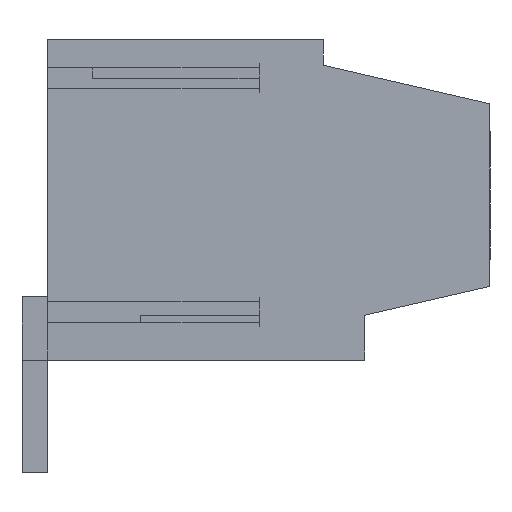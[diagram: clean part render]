
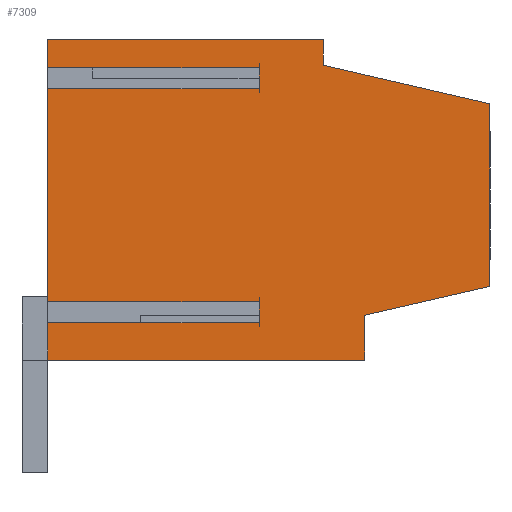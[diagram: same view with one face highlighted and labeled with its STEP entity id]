
A CAD part, left-side view. The second image highlights one B-rep face of the part: STEP entity #7309.
In plain terms, the highlighted planar face has unit normal (-1, 0, 0).
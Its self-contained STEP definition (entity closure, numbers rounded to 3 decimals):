
#7246=AXIS2_PLACEMENT_3D('Plane Axis2P3D',#7243,#7244,#7245) ;
#6304=CARTESIAN_POINT('Vertex',(0.,13.8,3.5)) ;
#6307=CARTESIAN_POINT('Line Origine',(0.,13.8,4.088)) ;
#6311=CARTESIAN_POINT('Vertex',(0.,13.8,4.675)) ;
#6332=CARTESIAN_POINT('Vertex',(0.,13.8,5.325)) ;
#6335=CARTESIAN_POINT('Line Origine',(0.,13.8,8.65)) ;
#6339=CARTESIAN_POINT('Vertex',(0.,13.8,11.975)) ;
#6360=CARTESIAN_POINT('Vertex',(0.,13.8,12.625)) ;
#6363=CARTESIAN_POINT('Line Origine',(0.,13.8,13.062)) ;
#6367=CARTESIAN_POINT('Vertex',(0.,13.8,13.5)) ;
#6796=CARTESIAN_POINT('Line Origine',(0.,9.5,13.5)) ;
#6800=CARTESIAN_POINT('Vertex',(0.,5.2,13.5)) ;
#6889=CARTESIAN_POINT('Line Origine',(0.,5.2,13.1)) ;
#6893=CARTESIAN_POINT('Vertex',(0.,5.2,12.7)) ;
#6914=CARTESIAN_POINT('Line Origine',(0.,2.6,12.1)) ;
#6918=CARTESIAN_POINT('Vertex',(0.,0.,11.499)) ;
#6939=CARTESIAN_POINT('Line Origine',(0.,0.,8.65)) ;
#6943=CARTESIAN_POINT('Vertex',(0.,0.,5.8)) ;
#7000=CARTESIAN_POINT('Line Origine',(0.,1.95,5.35)) ;
#7004=CARTESIAN_POINT('Vertex',(0.,3.9,4.9)) ;
#7135=CARTESIAN_POINT('Vertex',(0.,3.9,3.5)) ;
#7138=CARTESIAN_POINT('Line Origine',(0.,8.85,3.5)) ;
#7243=CARTESIAN_POINT('Axis2P3D Location',(0.,14.6,0.)) ;
#7248=CARTESIAN_POINT('Line Origine',(0.,10.5,5.325)) ;
#7252=CARTESIAN_POINT('Vertex',(0.,7.2,5.325)) ;
#7255=CARTESIAN_POINT('Line Origine',(0.,7.2,5.)) ;
#7259=CARTESIAN_POINT('Vertex',(0.,7.2,4.675)) ;
#7262=CARTESIAN_POINT('Line Origine',(0.,10.5,4.675)) ;
#7267=CARTESIAN_POINT('Line Origine',(0.,3.9,4.2)) ;
#7272=CARTESIAN_POINT('Line Origine',(0.,10.5,12.625)) ;
#7276=CARTESIAN_POINT('Vertex',(0.,7.2,12.625)) ;
#7279=CARTESIAN_POINT('Line Origine',(0.,7.2,12.3)) ;
#7283=CARTESIAN_POINT('Vertex',(0.,7.2,11.975)) ;
#7286=CARTESIAN_POINT('Line Origine',(0.,10.5,11.975)) ;
#6308=DIRECTION('Vector Direction',(0.,0.,-1.)) ;
#6336=DIRECTION('Vector Direction',(0.,0.,-1.)) ;
#6364=DIRECTION('Vector Direction',(0.,0.,-1.)) ;
#6797=DIRECTION('Vector Direction',(0.,1.,0.)) ;
#6890=DIRECTION('Vector Direction',(0.,0.,1.)) ;
#6915=DIRECTION('Vector Direction',(0.,0.974,0.225)) ;
#6940=DIRECTION('Vector Direction',(0.,0.,1.)) ;
#7001=DIRECTION('Vector Direction',(0.,-0.974,0.225)) ;
#7139=DIRECTION('Vector Direction',(0.,-1.,0.)) ;
#7244=DIRECTION('Axis2P3D Direction',(-1.,0.,0.)) ;
#7245=DIRECTION('Axis2P3D XDirection',(0.,-1.,0.)) ;
#7249=DIRECTION('Vector Direction',(0.,-1.,0.)) ;
#7256=DIRECTION('Vector Direction',(0.,0.,-1.)) ;
#7263=DIRECTION('Vector Direction',(0.,-1.,0.)) ;
#7268=DIRECTION('Vector Direction',(0.,0.,1.)) ;
#7273=DIRECTION('Vector Direction',(0.,-1.,0.)) ;
#7280=DIRECTION('Vector Direction',(0.,0.,-1.)) ;
#7287=DIRECTION('Vector Direction',(0.,-1.,0.)) ;
#6309=VECTOR('Line Direction',#6308,1.) ;
#6337=VECTOR('Line Direction',#6336,1.) ;
#6365=VECTOR('Line Direction',#6364,1.) ;
#6798=VECTOR('Line Direction',#6797,1.) ;
#6891=VECTOR('Line Direction',#6890,1.) ;
#6916=VECTOR('Line Direction',#6915,1.) ;
#6941=VECTOR('Line Direction',#6940,1.) ;
#7002=VECTOR('Line Direction',#7001,1.) ;
#7140=VECTOR('Line Direction',#7139,1.) ;
#7250=VECTOR('Line Direction',#7249,1.) ;
#7257=VECTOR('Line Direction',#7256,1.) ;
#7264=VECTOR('Line Direction',#7263,1.) ;
#7269=VECTOR('Line Direction',#7268,1.) ;
#7274=VECTOR('Line Direction',#7273,1.) ;
#7281=VECTOR('Line Direction',#7280,1.) ;
#7288=VECTOR('Line Direction',#7287,1.) ;
#7292=ORIENTED_EDGE('',*,*,#6341,.T.) ;
#7293=ORIENTED_EDGE('',*,*,#7254,.T.) ;
#7294=ORIENTED_EDGE('',*,*,#7261,.T.) ;
#7295=ORIENTED_EDGE('',*,*,#7266,.F.) ;
#7296=ORIENTED_EDGE('',*,*,#6313,.T.) ;
#7297=ORIENTED_EDGE('',*,*,#7142,.T.) ;
#7298=ORIENTED_EDGE('',*,*,#7271,.T.) ;
#7299=ORIENTED_EDGE('',*,*,#7006,.T.) ;
#7300=ORIENTED_EDGE('',*,*,#6945,.T.) ;
#7301=ORIENTED_EDGE('',*,*,#6920,.T.) ;
#7302=ORIENTED_EDGE('',*,*,#6895,.T.) ;
#7303=ORIENTED_EDGE('',*,*,#6802,.T.) ;
#7304=ORIENTED_EDGE('',*,*,#6369,.T.) ;
#7305=ORIENTED_EDGE('',*,*,#7278,.T.) ;
#7306=ORIENTED_EDGE('',*,*,#7285,.T.) ;
#7307=ORIENTED_EDGE('',*,*,#7290,.F.) ;
#7309=ADVANCED_FACE('HOUSING',(#7308),#7247,.T.) ;
#6313=EDGE_CURVE('',#6312,#6305,#6310,.T.) ;
#6341=EDGE_CURVE('',#6340,#6333,#6338,.T.) ;
#6369=EDGE_CURVE('',#6368,#6361,#6366,.T.) ;
#6802=EDGE_CURVE('',#6801,#6368,#6799,.T.) ;
#6895=EDGE_CURVE('',#6894,#6801,#6892,.T.) ;
#6920=EDGE_CURVE('',#6919,#6894,#6917,.T.) ;
#6945=EDGE_CURVE('',#6944,#6919,#6942,.T.) ;
#7006=EDGE_CURVE('',#7005,#6944,#7003,.T.) ;
#7142=EDGE_CURVE('',#6305,#7136,#7141,.T.) ;
#7254=EDGE_CURVE('',#6333,#7253,#7251,.T.) ;
#7261=EDGE_CURVE('',#7253,#7260,#7258,.T.) ;
#7266=EDGE_CURVE('',#6312,#7260,#7265,.T.) ;
#7271=EDGE_CURVE('',#7136,#7005,#7270,.T.) ;
#7278=EDGE_CURVE('',#6361,#7277,#7275,.T.) ;
#7285=EDGE_CURVE('',#7277,#7284,#7282,.T.) ;
#7290=EDGE_CURVE('',#6340,#7284,#7289,.T.) ;
#7291=EDGE_LOOP('',(#7292,#7293,#7294,#7295,#7296,#7297,#7298,#7299,#7300,#7301,#7302,#7303,#7304,#7305,#7306,#7307)) ;
#7308=FACE_OUTER_BOUND('',#7291,.T.) ;
#6310=LINE('Line',#6307,#6309) ;
#6338=LINE('Line',#6335,#6337) ;
#6366=LINE('Line',#6363,#6365) ;
#6799=LINE('Line',#6796,#6798) ;
#6892=LINE('Line',#6889,#6891) ;
#6917=LINE('Line',#6914,#6916) ;
#6942=LINE('Line',#6939,#6941) ;
#7003=LINE('Line',#7000,#7002) ;
#7141=LINE('Line',#7138,#7140) ;
#7251=LINE('Line',#7248,#7250) ;
#7258=LINE('Line',#7255,#7257) ;
#7265=LINE('Line',#7262,#7264) ;
#7270=LINE('Line',#7267,#7269) ;
#7275=LINE('Line',#7272,#7274) ;
#7282=LINE('Line',#7279,#7281) ;
#7289=LINE('Line',#7286,#7288) ;
#7247=PLANE('',#7246) ;
#6305=VERTEX_POINT('',#6304) ;
#6312=VERTEX_POINT('',#6311) ;
#6333=VERTEX_POINT('',#6332) ;
#6340=VERTEX_POINT('',#6339) ;
#6361=VERTEX_POINT('',#6360) ;
#6368=VERTEX_POINT('',#6367) ;
#6801=VERTEX_POINT('',#6800) ;
#6894=VERTEX_POINT('',#6893) ;
#6919=VERTEX_POINT('',#6918) ;
#6944=VERTEX_POINT('',#6943) ;
#7005=VERTEX_POINT('',#7004) ;
#7136=VERTEX_POINT('',#7135) ;
#7253=VERTEX_POINT('',#7252) ;
#7260=VERTEX_POINT('',#7259) ;
#7277=VERTEX_POINT('',#7276) ;
#7284=VERTEX_POINT('',#7283) ;
